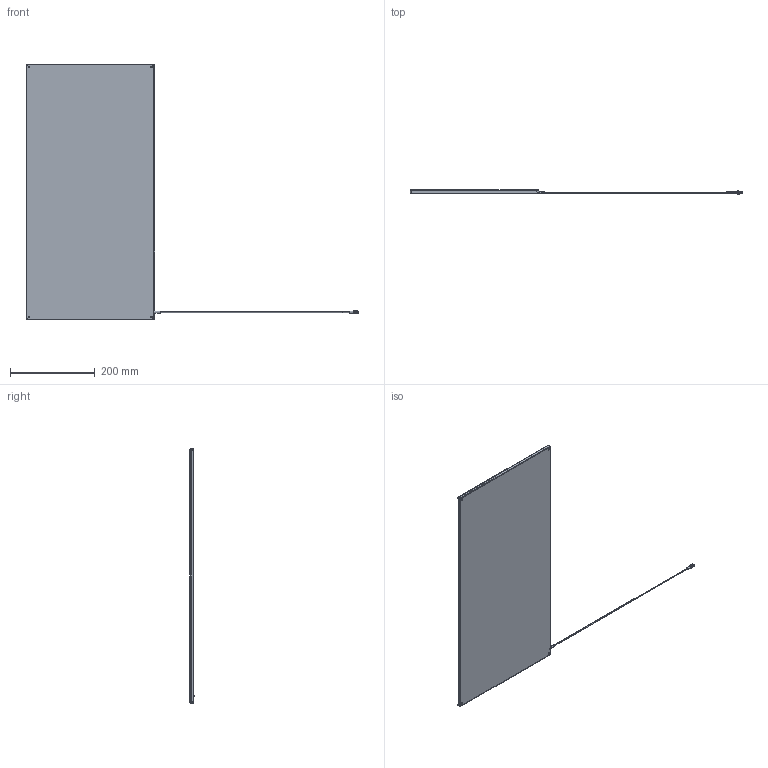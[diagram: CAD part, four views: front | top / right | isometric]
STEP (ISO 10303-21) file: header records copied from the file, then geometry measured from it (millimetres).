
FILE_DESCRIPTION (( 'STEP AP214' ), '1' );
FILE_NAME ('A1163 Antenna (B_Formed) 10-3-25.STEP', '2025-03-10T02:33:10', ( '' ), ( '' ), 'SwSTEP 2.0', 'SolidWorks 2019', '' );
FILE_SCHEMA (( 'AUTOMOTIVE_DESIGN' ));
Length unit declared in the file: millimetre
Products named in the file (1): A1163 Antenna (B_Formed) 10-3-25
Bounding box: 784.2 x 9.78 x 604 mm (x, y, z)
Volume: 1562328.2 mm3; surface area: 407148.7 mm2
Topology: 1 solids, 1 shells, 126 faces, 296 edges, 186 vertices
Faces by surface type: cylinder 67, plane 36, cone 12, torus 8, bspline 3
Entity records: 6189 total; most frequent: CARTESIAN_POINT 1960, ORIENTED_EDGE 592, DIRECTION 590, EDGE_CURVE 296, AXIS2_PLACEMENT_3D 230, VERTEX_POINT 186, EDGE_LOOP 140, LINE 130
